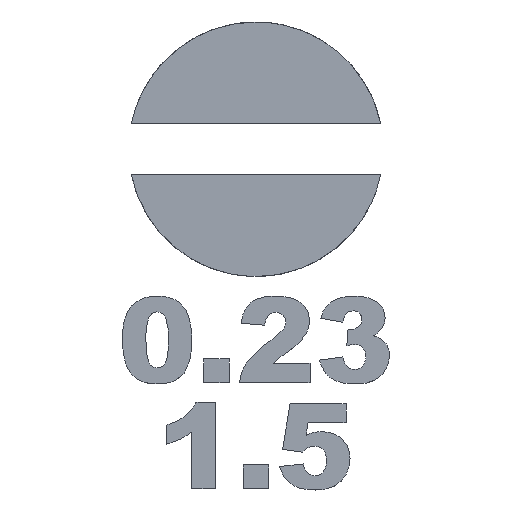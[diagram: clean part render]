
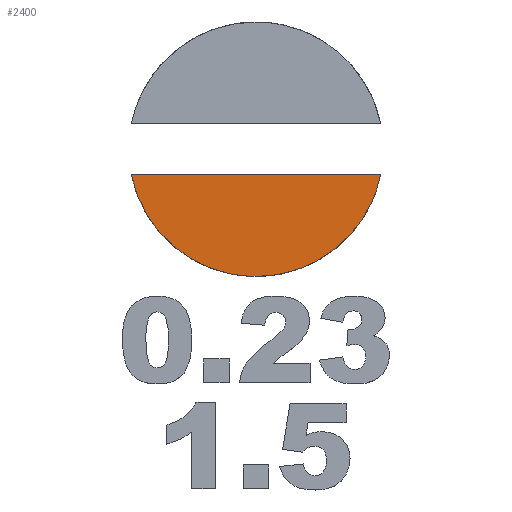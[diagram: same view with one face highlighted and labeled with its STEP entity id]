
A CAD part, top view. The second image highlights one B-rep face of the part: STEP entity #2400.
In plain terms, the highlighted planar face has unit normal (0, 0, 1).
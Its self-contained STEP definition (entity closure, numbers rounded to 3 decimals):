
#310=PLANE('',#2563);
#359=FACE_OUTER_BOUND('',#502,.T.);
#502=EDGE_LOOP('',(#1655,#1656,#1657));
#647=LINE('',#2931,#830);
#830=VECTOR('',#2616,10.);
#1010=(
BOUNDED_CURVE()
B_SPLINE_CURVE(3,(#2899,#2900,#2901,#2902),.UNSPECIFIED.,.F.,.F.)
B_SPLINE_CURVE_WITH_KNOTS((4,4),(0.,1.),.UNSPECIFIED.)
CURVE()
GEOMETRIC_REPRESENTATION_ITEM()
RATIONAL_B_SPLINE_CURVE((1.,1.,1.,1.))
REPRESENTATION_ITEM('')
);
#1012=(
BOUNDED_CURVE()
B_SPLINE_CURVE(3,(#2920,#2921,#2922,#2923),.UNSPECIFIED.,.F.,.F.)
B_SPLINE_CURVE_WITH_KNOTS((4,4),(0.,1.),.UNSPECIFIED.)
CURVE()
GEOMETRIC_REPRESENTATION_ITEM()
RATIONAL_B_SPLINE_CURVE((1.,1.,1.,1.))
REPRESENTATION_ITEM('')
);
#1018=VERTEX_POINT('',#2897);
#1019=VERTEX_POINT('',#2898);
#1022=VERTEX_POINT('',#2919);
#1268=EDGE_CURVE('',#1018,#1019,#1010,.T.);
#1272=EDGE_CURVE('',#1019,#1022,#1012,.T.);
#1275=EDGE_CURVE('',#1022,#1018,#647,.T.);
#1655=ORIENTED_EDGE('',*,*,#1275,.T.);
#1656=ORIENTED_EDGE('',*,*,#1268,.T.);
#1657=ORIENTED_EDGE('',*,*,#1272,.T.);
#2400=ADVANCED_FACE('',(#359),#310,.T.);
#2563=AXIS2_PLACEMENT_3D('',#2933,#2618,#2619);
#2616=DIRECTION('',(-1.,0.,0.));
#2618=DIRECTION('center_axis',(0.,0.,1.));
#2619=DIRECTION('ref_axis',(-1.,0.,0.));
#2897=CARTESIAN_POINT('',(4.124,-155.205,0.));
#2898=CARTESIAN_POINT('',(10.002,-160.,0.));
#2899=CARTESIAN_POINT('Ctrl Pts',(4.124,-155.205,0.));
#2900=CARTESIAN_POINT('Ctrl Pts',(4.682,-157.941,0.));
#2901=CARTESIAN_POINT('Ctrl Pts',(7.102,-160.,0.));
#2902=CARTESIAN_POINT('Ctrl Pts',(10.002,-160.,0.));
#2919=CARTESIAN_POINT('',(15.881,-155.205,0.));
#2920=CARTESIAN_POINT('Ctrl Pts',(10.002,-160.,0.));
#2921=CARTESIAN_POINT('Ctrl Pts',(12.904,-160.,0.));
#2922=CARTESIAN_POINT('Ctrl Pts',(15.324,-157.941,0.));
#2923=CARTESIAN_POINT('Ctrl Pts',(15.881,-155.205,0.));
#2931=CARTESIAN_POINT('',(15.881,-155.205,0.));
#2933=CARTESIAN_POINT('Origin',(10.002,-157.602,0.));
